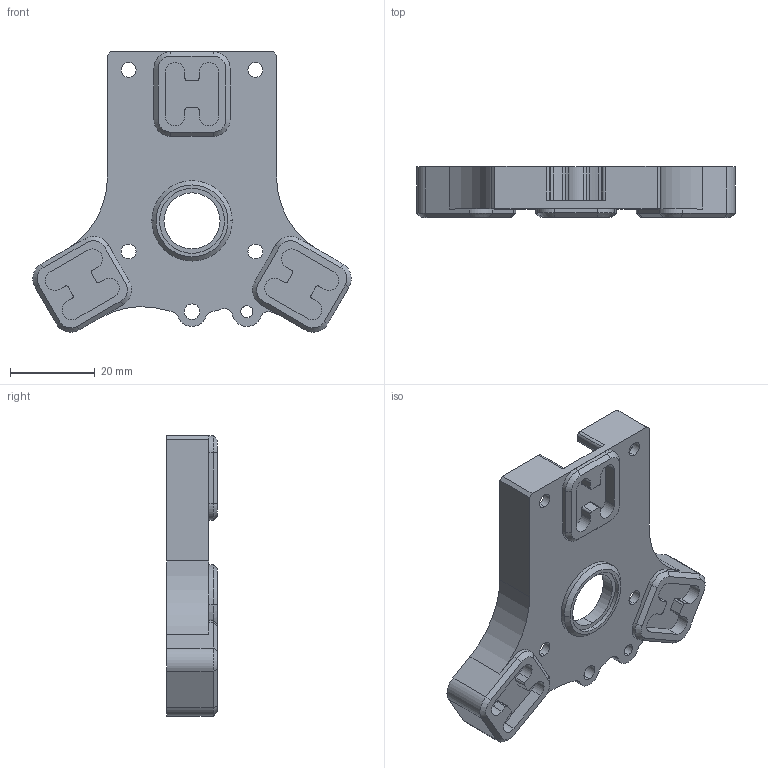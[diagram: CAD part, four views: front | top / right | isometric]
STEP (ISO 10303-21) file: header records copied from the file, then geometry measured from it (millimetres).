
FILE_DESCRIPTION (( 'STEP AP214' ), '1' );
FILE_NAME ('TC-FACE 1.STEP', '2021-08-15T09:21:51', ( '' ), ( '' ), 'SwSTEP 2.0', 'SolidWorks 2020', '' );
FILE_SCHEMA (( 'AUTOMOTIVE_DESIGN' ));
Length unit declared in the file: millimetre
Products named in the file (1): TC-FACE 1
Bounding box: 75.36 x 12 x 66.33 mm (x, y, z)
Volume: 12283.2 mm3; surface area: 11636.7 mm2
Topology: 1 solids, 1 shells, 209 faces, 578 edges, 376 vertices
Faces by surface type: cylinder 118, plane 77, cone 14
Entity records: 8309 total; most frequent: DIRECTION 1250, CARTESIAN_POINT 1164, ORIENTED_EDGE 1156, EDGE_CURVE 578, AXIS2_PLACEMENT_3D 462, VERTEX_POINT 376, LINE 326, VECTOR 326
